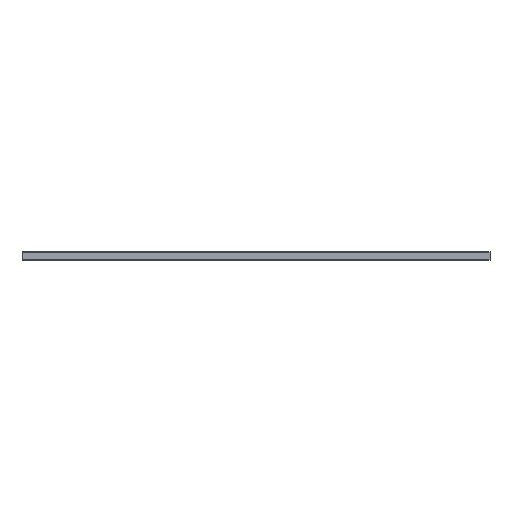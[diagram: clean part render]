
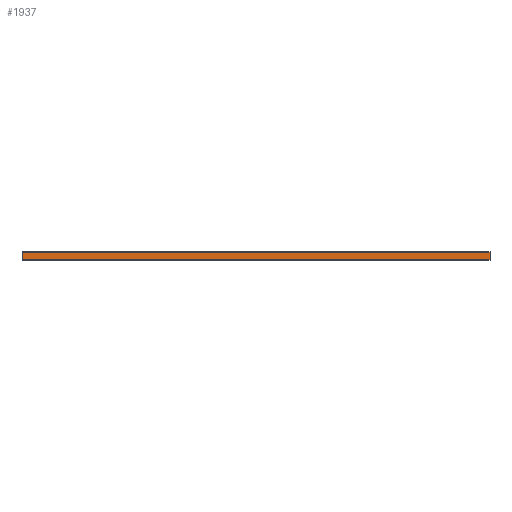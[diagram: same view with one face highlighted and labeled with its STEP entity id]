
A CAD part, front view. The second image highlights one B-rep face of the part: STEP entity #1937.
In plain terms, the highlighted planar face has unit normal (0, -1, 0).
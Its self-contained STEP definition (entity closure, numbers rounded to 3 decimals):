
#105 = LINE ( 'NONE', #1859, #2235 ) ;
#161 = DIRECTION ( 'NONE',  ( 1., 0., 0. ) ) ;
#183 = ORIENTED_EDGE ( 'NONE', *, *, #1132, .T. ) ;
#243 = DIRECTION ( 'NONE',  ( 0., 0., -1. ) ) ;
#261 = CARTESIAN_POINT ( 'NONE',  ( 1520., -13.005, 6.515 ) ) ;
#276 = CARTESIAN_POINT ( 'NONE',  ( 800., -13.005, -6.515 ) ) ;
#344 = ORIENTED_EDGE ( 'NONE', *, *, #1304, .F. ) ;
#486 = CARTESIAN_POINT ( 'NONE',  ( 800., -13.005, 6.515 ) ) ;
#526 = FACE_OUTER_BOUND ( 'NONE', #1126, .T. ) ;
#574 = CARTESIAN_POINT ( 'NONE',  ( 1520., -13.005, 6.515 ) ) ;
#657 = LINE ( 'NONE', #486, #1904 ) ;
#669 = EDGE_CURVE ( 'NONE', #1926, #2290, #657, .T. ) ;
#685 = ORIENTED_EDGE ( 'NONE', *, *, #669, .T. ) ;
#1044 = DIRECTION ( 'NONE',  ( 0., 0., 1. ) ) ;
#1055 = CARTESIAN_POINT ( 'NONE',  ( 0., -13.005, -6.515 ) ) ;
#1090 = VERTEX_POINT ( 'NONE', #1055 ) ;
#1126 = EDGE_LOOP ( 'NONE', ( #685, #1776, #183, #344 ) ) ;
#1132 = EDGE_CURVE ( 'NONE', #1200, #1090, #105, .T. ) ;
#1155 = DIRECTION ( 'NONE',  ( -1., 0., 0. ) ) ;
#1200 = VERTEX_POINT ( 'NONE', #2109 ) ;
#1302 = PLANE ( 'NONE',  #1424 ) ;
#1304 = EDGE_CURVE ( 'NONE', #1926, #1090, #1606, .T. ) ;
#1368 = CARTESIAN_POINT ( 'NONE',  ( 1520., -13.005, -6.515 ) ) ;
#1424 = AXIS2_PLACEMENT_3D ( 'NONE', #261, #2430, #1044 ) ;
#1606 = LINE ( 'NONE', #1368, #2150 ) ;
#1649 = CARTESIAN_POINT ( 'NONE',  ( 800., -13.005, 6.515 ) ) ;
#1776 = ORIENTED_EDGE ( 'NONE', *, *, #2066, .F. ) ;
#1859 = CARTESIAN_POINT ( 'NONE',  ( 0., -13.005, 6.515 ) ) ;
#1904 = VECTOR ( 'NONE', #2059, 1000. ) ;
#1926 = VERTEX_POINT ( 'NONE', #276 ) ;
#1937 = ADVANCED_FACE ( 'NONE', ( #526 ), #1302, .F. ) ;
#2059 = DIRECTION ( 'NONE',  ( 0., 0., 1. ) ) ;
#2066 = EDGE_CURVE ( 'NONE', #1200, #2290, #2525, .T. ) ;
#2109 = CARTESIAN_POINT ( 'NONE',  ( 0., -13.005, 6.515 ) ) ;
#2150 = VECTOR ( 'NONE', #1155, 1000. ) ;
#2196 = VECTOR ( 'NONE', #161, 1000. ) ;
#2235 = VECTOR ( 'NONE', #243, 1000. ) ;
#2290 = VERTEX_POINT ( 'NONE', #1649 ) ;
#2430 = DIRECTION ( 'NONE',  ( 0., 1., 0. ) ) ;
#2525 = LINE ( 'NONE', #574, #2196 ) ;
